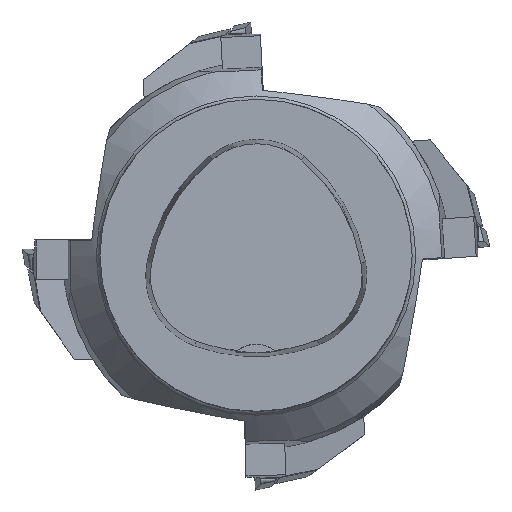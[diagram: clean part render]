
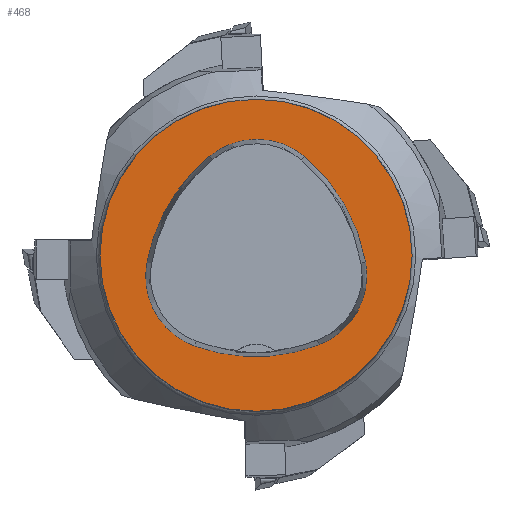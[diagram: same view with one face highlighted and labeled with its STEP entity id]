
A CAD part, top view. The second image highlights one B-rep face of the part: STEP entity #468.
In plain terms, the highlighted planar face has unit normal (0, 0, 1).
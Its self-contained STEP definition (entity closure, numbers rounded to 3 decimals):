
#183=PLANE('',#3049);
#468=ADVANCED_FACE('',(#700,#701),#183,.T.);
#624=CIRCLE('',#3020,31.5);
#626=CIRCLE('',#3027,36.);
#628=CIRCLE('',#3030,15.);
#630=CIRCLE('',#3033,36.);
#632=CIRCLE('',#3036,15.);
#636=CIRCLE('',#3041,36.);
#638=CIRCLE('',#3044,15.);
#700=FACE_BOUND('',#773,.T.);
#701=FACE_BOUND('',#774,.T.);
#773=EDGE_LOOP('',(#1032,#1033,#1034,#1035,#1036,#1037));
#774=EDGE_LOOP('',(#1038));
#1032=ORIENTED_EDGE('',*,*,#2051,.T.);
#1033=ORIENTED_EDGE('',*,*,#2031,.T.);
#1034=ORIENTED_EDGE('',*,*,#2035,.T.);
#1035=ORIENTED_EDGE('',*,*,#2038,.T.);
#1036=ORIENTED_EDGE('',*,*,#2041,.T.);
#1037=ORIENTED_EDGE('',*,*,#2049,.T.);
#1038=ORIENTED_EDGE('',*,*,#2021,.F.);
#1750=VERTEX_POINT('',#4111);
#1760=VERTEX_POINT('',#4132);
#1761=VERTEX_POINT('',#4133);
#1764=VERTEX_POINT('',#4141);
#1766=VERTEX_POINT('',#4147);
#1768=VERTEX_POINT('',#4153);
#1775=VERTEX_POINT('',#4174);
#2021=EDGE_CURVE('',#1750,#1750,#624,.T.);
#2031=EDGE_CURVE('',#1760,#1761,#626,.T.);
#2035=EDGE_CURVE('',#1761,#1764,#628,.T.);
#2038=EDGE_CURVE('',#1764,#1766,#630,.T.);
#2041=EDGE_CURVE('',#1766,#1768,#632,.T.);
#2049=EDGE_CURVE('',#1768,#1775,#636,.T.);
#2051=EDGE_CURVE('',#1775,#1760,#638,.T.);
#3020=AXIS2_PLACEMENT_3D('',#4110,#3310,#3311);
#3027=AXIS2_PLACEMENT_3D('',#4131,#3328,#3329);
#3030=AXIS2_PLACEMENT_3D('',#4140,#3336,#3337);
#3033=AXIS2_PLACEMENT_3D('',#4146,#3343,#3344);
#3036=AXIS2_PLACEMENT_3D('',#4152,#3350,#3351);
#3041=AXIS2_PLACEMENT_3D('',#4175,#3362,#3363);
#3044=AXIS2_PLACEMENT_3D('',#4178,#3368,#3369);
#3049=AXIS2_PLACEMENT_3D('',#4183,#3378,#3379);
#3310=DIRECTION('',(0.,0.,-1.));
#3311=DIRECTION('',(-1.,0.,0.));
#3328=DIRECTION('',(0.,0.,-1.));
#3329=DIRECTION('',(-1.,0.,0.));
#3336=DIRECTION('',(0.,0.,-1.));
#3337=DIRECTION('',(-1.,0.,0.));
#3343=DIRECTION('',(0.,0.,-1.));
#3344=DIRECTION('',(-1.,0.,0.));
#3350=DIRECTION('',(0.,0.,-1.));
#3351=DIRECTION('',(-1.,0.,0.));
#3362=DIRECTION('',(0.,0.,-1.));
#3363=DIRECTION('',(-1.,0.,0.));
#3368=DIRECTION('',(0.,0.,-1.));
#3369=DIRECTION('',(-1.,0.,0.));
#3378=DIRECTION('',(0.,0.,1.));
#3379=DIRECTION('',(1.,0.,0.));
#4110=CARTESIAN_POINT('',(0.,0.,0.));
#4111=CARTESIAN_POINT('',(-31.5,0.,0.));
#4131=CARTESIAN_POINT('',(13.398,-7.893,0.));
#4132=CARTESIAN_POINT('',(-22.041,-1.562,0.));
#4133=CARTESIAN_POINT('',(-9.317,20.036,0.));
#4140=CARTESIAN_POINT('',(0.148,8.399,0.));
#4141=CARTESIAN_POINT('',(9.779,19.898,0.));
#4146=CARTESIAN_POINT('',(-13.337,-7.7,0.));
#4147=CARTESIAN_POINT('',(22.122,-1.48,0.));
#4152=CARTESIAN_POINT('',(7.347,-4.071,0.));
#4153=CARTESIAN_POINT('',(12.693,-18.087,0.));
#4174=CARTESIAN_POINT('',(-12.373,-18.307,0.));
#4175=CARTESIAN_POINT('',(-0.137,15.55,0.));
#4178=CARTESIAN_POINT('',(-7.275,-4.2,0.));
#4183=CARTESIAN_POINT('',(0.,0.,0.));
